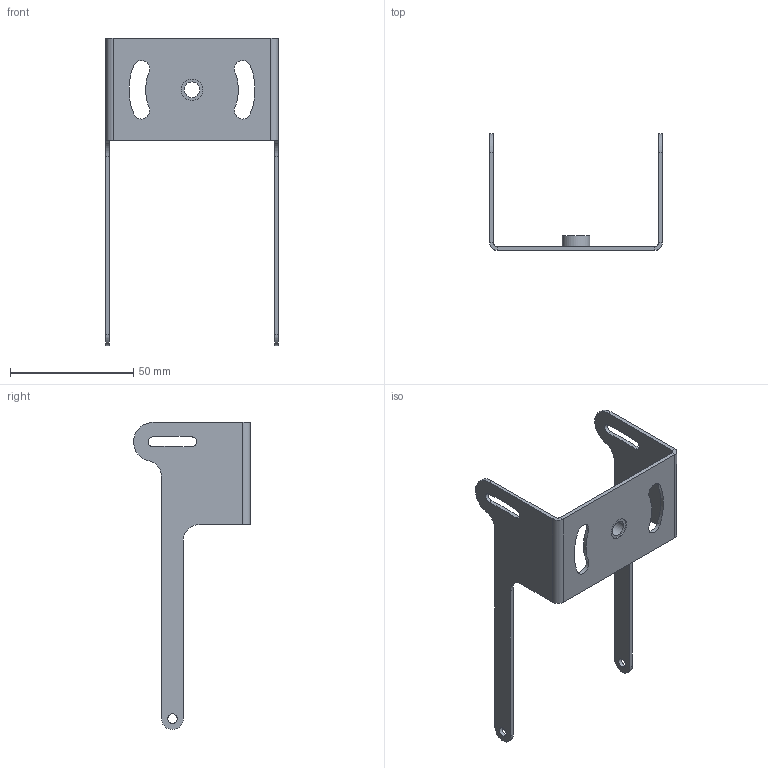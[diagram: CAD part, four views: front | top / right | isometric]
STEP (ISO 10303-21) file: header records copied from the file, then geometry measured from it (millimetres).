
FILE_DESCRIPTION((''),'2;1');
FILE_NAME('144672_SW','2011-06-06T',('banengservice'),('BANNER ENGINEERING'),'PRO/ENGINEER BY PARAMETRIC TECHNOLOGY CORPORATION, 2009141','PRO/ENGINEER BY PARAMETRIC TECHNOLOGY CORPORATION, 2009141','');
FILE_SCHEMA(('CONFIG_CONTROL_DESIGN'));
Length unit declared in the file: inch
Products named in the file (1): 144672_SW
Bounding box: 69.98 x 47.37 x 124.59 mm (x, y, z)
Volume: 10877.3 mm3; surface area: 15673 mm2
Topology: 1 solids, 1 shells, 253 faces, 704 edges, 464 vertices
Faces by surface type: plane 213, cylinder 40
Entity records: 8058 total; most frequent: CARTESIAN_POINT 1421, ORIENTED_EDGE 1408, DIRECTION 1290, EDGE_CURVE 704, VECTOR 624, LINE 624, VERTEX_POINT 464, AXIS2_PLACEMENT_3D 333
